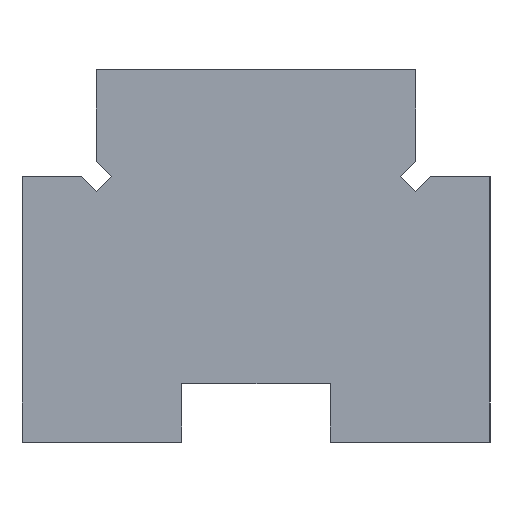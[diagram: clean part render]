
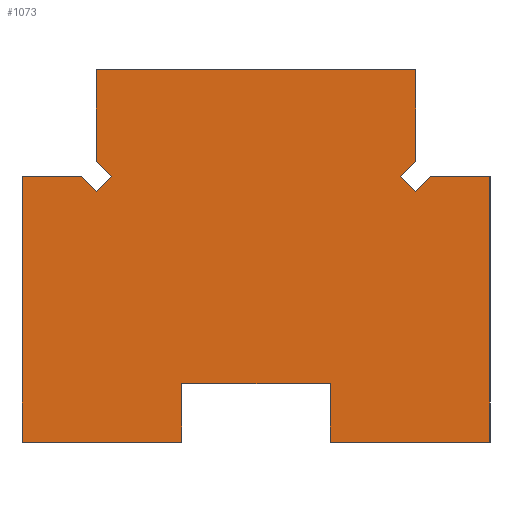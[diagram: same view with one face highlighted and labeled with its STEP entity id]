
A CAD part, left-side view. The second image highlights one B-rep face of the part: STEP entity #1073.
In plain terms, the highlighted planar face has unit normal (-1, 0, 0).
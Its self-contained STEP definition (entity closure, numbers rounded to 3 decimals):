
#847=EDGE_CURVE('',#1799,#1869,#2491,.T.);
#863=EDGE_CURVE('',#2437,#1523,#2510,.T.);
#921=VERTEX_POINT('',#2574);
#935=EDGE_CURVE('',#921,#1589,#2591,.T.);
#1067=EDGE_CURVE('',#1633,#2129,#2731,.T.);
#1069=VERTEX_POINT('',#2733);
#1073=ADVANCED_FACE('',(#2738),#2739,.T.);
#1077=EDGE_CURVE('',#1523,#2457,#2743,.T.);
#1101=VERTEX_POINT('',#2771);
#1123=EDGE_CURVE('',#2129,#2047,#2795,.T.);
#1205=EDGE_CURVE('',#2405,#2047,#2885,.T.);
#1303=EDGE_CURVE('',#2457,#1869,#2995,.T.);
#1327=EDGE_CURVE('',#1527,#1501,#3022,.T.);
#1499=VERTEX_POINT('',#3218);
#1501=VERTEX_POINT('',#3220);
#1523=VERTEX_POINT('',#3245);
#1527=VERTEX_POINT('',#3249);
#1531=EDGE_CURVE('',#1589,#1799,#3253,.T.);
#1589=VERTEX_POINT('',#3319);
#1619=EDGE_CURVE('',#921,#1101,#3350,.T.);
#1633=VERTEX_POINT('',#3365);
#1797=EDGE_CURVE('',#1499,#2393,#3549,.T.);
#1799=VERTEX_POINT('',#3551);
#1869=VERTEX_POINT('',#3631);
#2047=VERTEX_POINT('',#3833);
#2089=EDGE_CURVE('',#2393,#2201,#3882,.T.);
#2127=EDGE_CURVE('',#2201,#1527,#3922,.T.);
#2129=VERTEX_POINT('',#3924);
#2159=EDGE_CURVE('',#1101,#2405,#3959,.T.);
#2201=VERTEX_POINT('',#4006);
#2231=EDGE_CURVE('',#1069,#1499,#4042,.T.);
#2267=EDGE_CURVE('',#2437,#1069,#4087,.T.);
#2315=EDGE_CURVE('',#1501,#1633,#4144,.T.);
#2393=VERTEX_POINT('',#4234);
#2405=VERTEX_POINT('',#4246);
#2437=VERTEX_POINT('',#4279);
#2457=VERTEX_POINT('',#4299);
#2491=LINE('',#4325,#4326);
#2510=LINE('',#4348,#4349);
#2574=CARTESIAN_POINT('',(-34.5,15.,26.414));
#2591=LINE('',#4446,#4447);
#2731=LINE('',#4637,#4638);
#2733=CARTESIAN_POINT('',(-34.5,-22.0,25.0));
#2738=FACE_OUTER_BOUND('',#4645,.T.);
#2739=PLANE('',#4646);
#2743=LINE('',#4653,#4654);
#2771=CARTESIAN_POINT('',(-34.5,13.586,25.0));
#2795=LINE('',#4723,#4724);
#2885=LINE('',#4844,#4845);
#2995=LINE('',#4993,#4994);
#3022=LINE('',#5033,#5034);
#3218=CARTESIAN_POINT('',(-34.5,-22.0,0.0));
#3220=CARTESIAN_POINT('',(-34.5,7.0,0.0));
#3245=CARTESIAN_POINT('',(-34.5,-15.,23.586));
#3249=CARTESIAN_POINT('',(-34.5,7.0,5.5));
#3253=LINE('',#5329,#5330);
#3319=CARTESIAN_POINT('',(-34.5,15.0,35.0));
#3350=LINE('',#5457,#5458);
#3365=CARTESIAN_POINT('',(-34.5,22.0,0.0));
#3549=LINE('',#5720,#5721);
#3551=CARTESIAN_POINT('',(-34.5,-15.0,35.0));
#3631=CARTESIAN_POINT('',(-34.5,-15.0,26.414));
#3833=CARTESIAN_POINT('',(-34.5,16.414,25.0));
#3882=LINE('',#6145,#6146);
#3922=LINE('',#6203,#6204);
#3924=CARTESIAN_POINT('',(-34.5,22.0,25.0));
#3959=LINE('',#6251,#6252);
#4006=CARTESIAN_POINT('',(-34.5,-7.0,5.5));
#4042=LINE('',#6354,#6355);
#4087=LINE('',#6405,#6406);
#4144=LINE('',#6477,#6478);
#4234=CARTESIAN_POINT('',(-34.5,-7.0,0.0));
#4246=CARTESIAN_POINT('',(-34.5,15.0,23.586));
#4279=CARTESIAN_POINT('',(-34.5,-16.414,25.0));
#4299=CARTESIAN_POINT('',(-34.5,-13.586,25.0));
#4325=CARTESIAN_POINT('',(-34.5,-15.0,25.0));
#4326=VECTOR('',#6719,1.0);
#4348=CARTESIAN_POINT('',(-34.5,-9.395,17.981));
#4349=VECTOR('',#6745,1.0);
#4446=CARTESIAN_POINT('',(-34.5,15.0,35.0));
#4447=VECTOR('',#6843,1.0);
#4637=CARTESIAN_POINT('',(-34.5,22.0,25.0));
#4638=VECTOR('',#6995,1.0);
#4645=EDGE_LOOP('',(#7005,#7006,#7007,#7008,#7009,#7010,#7011,#7012,#7013,#7014,#7015,#7016,#7017,#7018,#7019,#7020,#7021,#7022));
#4646=AXIS2_PLACEMENT_3D('',#7023,#7024,#7025);
#4653=CARTESIAN_POINT('',(-34.5,-12.398,26.188));
#4654=VECTOR('',#7027,1.0);
#4723=CARTESIAN_POINT('',(-34.5,15.0,25.0));
#4724=VECTOR('',#7109,1.0);
#4844=CARTESIAN_POINT('',(-34.5,10.102,18.688));
#4845=VECTOR('',#7206,1.0);
#4993=CARTESIAN_POINT('',(-34.5,-8.688,20.102));
#4994=VECTOR('',#7369,1.0);
#5033=CARTESIAN_POINT('',(-34.5,7.0,0.0));
#5034=VECTOR('',#7407,1.0);
#5329=CARTESIAN_POINT('',(-34.5,-15.0,35.0));
#5330=VECTOR('',#7725,1.0);
#5457=CARTESIAN_POINT('',(-34.5,7.981,19.395));
#5458=VECTOR('',#7850,1.0);
#5720=CARTESIAN_POINT('',(-34.5,-7.0,0.0));
#5721=VECTOR('',#8087,1.0);
#6145=CARTESIAN_POINT('',(-34.5,-7.0,5.5));
#6146=VECTOR('',#8595,1.0);
#6203=CARTESIAN_POINT('',(-34.5,7.0,5.5));
#6204=VECTOR('',#8635,1.0);
#6251=CARTESIAN_POINT('',(-34.5,13.105,25.481));
#6252=VECTOR('',#8693,1.0);
#6354=CARTESIAN_POINT('',(-34.5,-22.0,0.0));
#6355=VECTOR('',#8811,1.0);
#6405=CARTESIAN_POINT('',(-34.5,-22.0,25.0));
#6406=VECTOR('',#8892,1.0);
#6477=CARTESIAN_POINT('',(-34.5,22.0,0.0));
#6478=VECTOR('',#8971,1.0);
#6719=DIRECTION('',(0.0,0.0,-1.0));
#6745=DIRECTION('',(0.0,0.707,-0.707));
#6843=DIRECTION('',(0.0,0.0,1.0));
#6995=DIRECTION('',(0.0,0.0,1.0));
#7005=ORIENTED_EDGE('',*,*,#1205,.T.);
#7006=ORIENTED_EDGE('',*,*,#1123,.F.);
#7007=ORIENTED_EDGE('',*,*,#1067,.F.);
#7008=ORIENTED_EDGE('',*,*,#2315,.F.);
#7009=ORIENTED_EDGE('',*,*,#1327,.F.);
#7010=ORIENTED_EDGE('',*,*,#2127,.F.);
#7011=ORIENTED_EDGE('',*,*,#2089,.F.);
#7012=ORIENTED_EDGE('',*,*,#1797,.F.);
#7013=ORIENTED_EDGE('',*,*,#2231,.F.);
#7014=ORIENTED_EDGE('',*,*,#2267,.F.);
#7015=ORIENTED_EDGE('',*,*,#863,.T.);
#7016=ORIENTED_EDGE('',*,*,#1077,.T.);
#7017=ORIENTED_EDGE('',*,*,#1303,.T.);
#7018=ORIENTED_EDGE('',*,*,#847,.F.);
#7019=ORIENTED_EDGE('',*,*,#1531,.F.);
#7020=ORIENTED_EDGE('',*,*,#935,.F.);
#7021=ORIENTED_EDGE('',*,*,#1619,.T.);
#7022=ORIENTED_EDGE('',*,*,#2159,.T.);
#7023=CARTESIAN_POINT('',(-34.5,0.,16.167));
#7024=DIRECTION('',(-1.0,0.0,0.0));
#7025=DIRECTION('',(0.0,-1.0,0.0));
#7027=DIRECTION('',(0.0,0.707,0.707));
#7109=DIRECTION('',(0.0,-1.0,0.0));
#7206=DIRECTION('',(0.0,0.707,0.707));
#7369=DIRECTION('',(0.0,-0.707,0.707));
#7407=DIRECTION('',(0.0,0.0,-1.0));
#7725=DIRECTION('',(0.0,-1.0,0.0));
#7850=DIRECTION('',(0.0,-0.707,-0.707));
#8087=DIRECTION('',(0.0,1.0,0.0));
#8595=DIRECTION('',(0.0,0.0,1.0));
#8635=DIRECTION('',(0.0,1.0,0.0));
#8693=DIRECTION('',(0.0,0.707,-0.707));
#8811=DIRECTION('',(0.0,0.0,-1.0));
#8892=DIRECTION('',(0.0,-1.0,0.0));
#8971=DIRECTION('',(0.0,1.0,0.0));
